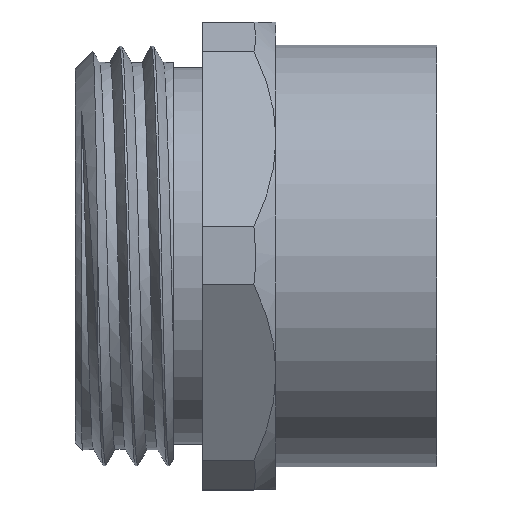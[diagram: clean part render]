
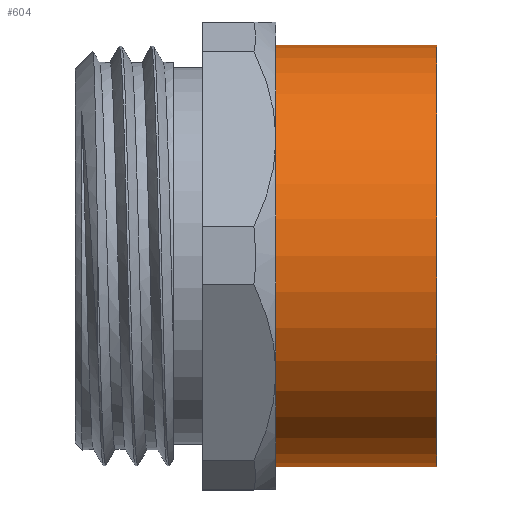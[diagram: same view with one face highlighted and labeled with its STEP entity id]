
A CAD part, top view. The second image highlights one B-rep face of the part: STEP entity #604.
In plain terms, the highlighted cylindrical face has radius 9.915 mm (diameter 19.83 mm), a full revolution.
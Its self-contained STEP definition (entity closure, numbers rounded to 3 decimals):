
#106=CYLINDRICAL_SURFACE('',#671,9.915);
#123=FACE_BOUND('',#214,.T.);
#162=FACE_OUTER_BOUND('',#213,.T.);
#213=EDGE_LOOP('',(#555));
#214=EDGE_LOOP('',(#556));
#232=CIRCLE('',#656,9.915);
#233=CIRCLE('',#658,9.915);
#304=VERTEX_POINT('',#2765);
#305=VERTEX_POINT('',#2768);
#386=EDGE_CURVE('',#304,#304,#232,.T.);
#387=EDGE_CURVE('',#305,#305,#233,.T.);
#555=ORIENTED_EDGE('',*,*,#386,.T.);
#556=ORIENTED_EDGE('',*,*,#387,.F.);
#604=ADVANCED_FACE('',(#162,#123),#106,.T.);
#656=AXIS2_PLACEMENT_3D('',#2766,#784,#785);
#658=AXIS2_PLACEMENT_3D('',#2769,#788,#789);
#671=AXIS2_PLACEMENT_3D('',#2787,#814,#815);
#784=DIRECTION('center_axis',(1.,0.,0.));
#785=DIRECTION('ref_axis',(0.,0.,-1.));
#788=DIRECTION('center_axis',(1.,0.,0.));
#789=DIRECTION('ref_axis',(0.,0.,-1.));
#814=DIRECTION('center_axis',(1.,0.,0.));
#815=DIRECTION('ref_axis',(0.,1.,0.));
#2765=CARTESIAN_POINT('',(-7.56,9.915,0.));
#2766=CARTESIAN_POINT('Origin',(-7.56,0.,0.));
#2768=CARTESIAN_POINT('',(0.,9.915,0.));
#2769=CARTESIAN_POINT('Origin',(0.,0.,0.));
#2787=CARTESIAN_POINT('Origin',(-3.78,0.,0.));
